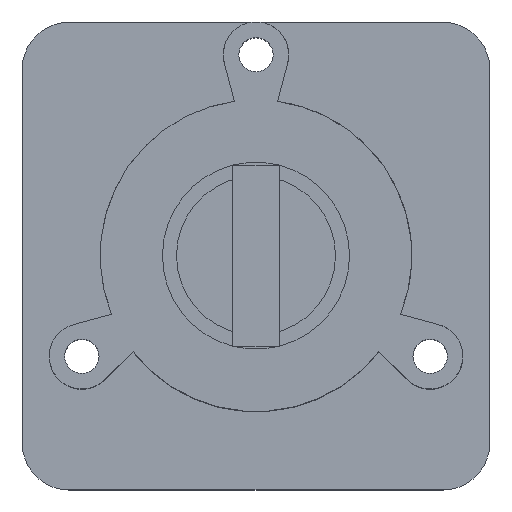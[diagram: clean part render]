
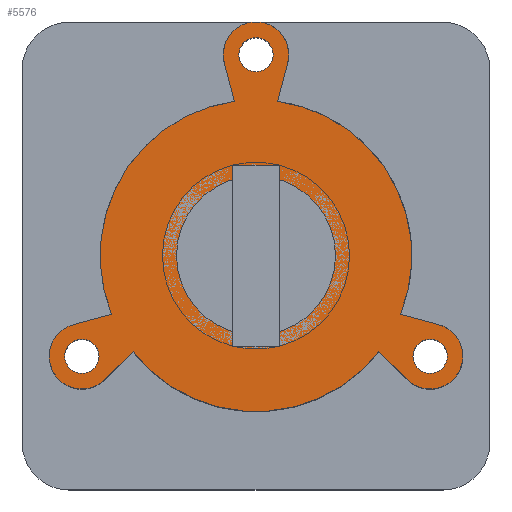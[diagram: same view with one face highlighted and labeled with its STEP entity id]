
A CAD part, top view. The second image highlights one B-rep face of the part: STEP entity #5576.
In plain terms, the highlighted planar face has unit normal (0, 0, 1).
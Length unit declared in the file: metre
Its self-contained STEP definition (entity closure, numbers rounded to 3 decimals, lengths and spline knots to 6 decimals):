
#132=PLANE('',#6081);
#328=CIRCLE('',#6048,0.01);
#330=CIRCLE('',#6052,0.0021);
#333=CIRCLE('',#6057,0.01);
#335=CIRCLE('',#6061,0.0021);
#338=CIRCLE('',#6066,0.01);
#339=CIRCLE('',#6069,0.0011);
#342=CIRCLE('',#6073,0.0021);
#344=CIRCLE('',#6076,0.0011);
#346=CIRCLE('',#6079,0.0011);
#348=CIRCLE('',#6082,0.0051);
#802=ORIENTED_EDGE('',*,*,#2382,.T.);
#803=ORIENTED_EDGE('',*,*,#2378,.F.);
#804=ORIENTED_EDGE('',*,*,#2339,.T.);
#805=ORIENTED_EDGE('',*,*,#2343,.T.);
#806=ORIENTED_EDGE('',*,*,#2346,.T.);
#807=ORIENTED_EDGE('',*,*,#2349,.T.);
#808=ORIENTED_EDGE('',*,*,#2353,.T.);
#809=ORIENTED_EDGE('',*,*,#2356,.T.);
#810=ORIENTED_EDGE('',*,*,#2359,.T.);
#811=ORIENTED_EDGE('',*,*,#2362,.T.);
#812=ORIENTED_EDGE('',*,*,#2366,.T.);
#813=ORIENTED_EDGE('',*,*,#2369,.T.);
#814=ORIENTED_EDGE('',*,*,#2372,.T.);
#815=ORIENTED_EDGE('',*,*,#2376,.T.);
#816=ORIENTED_EDGE('',*,*,#2373,.F.);
#817=ORIENTED_EDGE('',*,*,#2380,.F.);
#2339=EDGE_CURVE('',#3141,#3140,#3704,.T.);
#2343=EDGE_CURVE('',#3140,#3143,#328,.T.);
#2346=EDGE_CURVE('',#3143,#3145,#3709,.T.);
#2349=EDGE_CURVE('',#3145,#3147,#330,.T.);
#2353=EDGE_CURVE('',#3147,#3150,#3713,.T.);
#2356=EDGE_CURVE('',#3150,#3152,#333,.T.);
#2359=EDGE_CURVE('',#3152,#3154,#3717,.T.);
#2362=EDGE_CURVE('',#3154,#3156,#335,.T.);
#2366=EDGE_CURVE('',#3156,#3159,#3721,.T.);
#2369=EDGE_CURVE('',#3159,#3161,#338,.T.);
#2372=EDGE_CURVE('',#3161,#3163,#3725,.T.);
#2373=EDGE_CURVE('',#3164,#3164,#339,.T.);
#2376=EDGE_CURVE('',#3163,#3141,#342,.T.);
#2378=EDGE_CURVE('',#3167,#3167,#344,.T.);
#2380=EDGE_CURVE('',#3169,#3169,#346,.T.);
#2382=EDGE_CURVE('',#3171,#3171,#348,.F.);
#3140=VERTEX_POINT('',#8671);
#3141=VERTEX_POINT('',#8673);
#3143=VERTEX_POINT('',#8679);
#3145=VERTEX_POINT('',#8685);
#3147=VERTEX_POINT('',#8691);
#3150=VERTEX_POINT('',#8699);
#3152=VERTEX_POINT('',#8705);
#3154=VERTEX_POINT('',#8711);
#3156=VERTEX_POINT('',#8717);
#3159=VERTEX_POINT('',#8725);
#3161=VERTEX_POINT('',#8731);
#3163=VERTEX_POINT('',#8737);
#3164=VERTEX_POINT('',#8741);
#3167=VERTEX_POINT('',#8751);
#3169=VERTEX_POINT('',#8756);
#3171=VERTEX_POINT('',#8761);
#3704=LINE('',#8672,#4038);
#3709=LINE('',#8686,#4043);
#3713=LINE('',#8700,#4047);
#3717=LINE('',#8712,#4051);
#3721=LINE('',#8726,#4055);
#3725=LINE('',#8738,#4059);
#4038=VECTOR('',#6839,1.);
#4043=VECTOR('',#6852,1.);
#4047=VECTOR('',#6866,1.);
#4051=VECTOR('',#6878,1.);
#4055=VECTOR('',#6892,1.);
#4059=VECTOR('',#6904,1.);
#4401=EDGE_LOOP('',(#802));
#4402=EDGE_LOOP('',(#803));
#4403=EDGE_LOOP('',(#804,#805,#806,#807,#808,#809,#810,#811,#812,#813,#814,
#815));
#4404=EDGE_LOOP('',(#816));
#4405=EDGE_LOOP('',(#817));
#4918=FACE_BOUND('',#4401,.T.);
#4919=FACE_BOUND('',#4402,.T.);
#4920=FACE_BOUND('',#4403,.T.);
#4921=FACE_BOUND('',#4404,.T.);
#4922=FACE_BOUND('',#4405,.T.);
#5576=ADVANCED_FACE('',(#4918,#4919,#4920,#4921,#4922),#132,.T.);
#6048=AXIS2_PLACEMENT_3D('',#8680,#6846,#6847);
#6052=AXIS2_PLACEMENT_3D('',#8692,#6858,#6859);
#6057=AXIS2_PLACEMENT_3D('',#8706,#6872,#6873);
#6061=AXIS2_PLACEMENT_3D('',#8718,#6884,#6885);
#6066=AXIS2_PLACEMENT_3D('',#8732,#6898,#6899);
#6069=AXIS2_PLACEMENT_3D('',#8740,#6907,#6908);
#6073=AXIS2_PLACEMENT_3D('',#8746,#6915,#6916);
#6076=AXIS2_PLACEMENT_3D('',#8750,#6921,#6922);
#6079=AXIS2_PLACEMENT_3D('',#8755,#6927,#6928);
#6081=AXIS2_PLACEMENT_3D('',#8759,#6931,#6932);
#6082=AXIS2_PLACEMENT_3D('',#8760,#6933,#6934);
#6839=DIRECTION('',(-0.965,0.262,0.));
#6846=DIRECTION('',(0.,0.,1.));
#6847=DIRECTION('',(1.,0.,0.));
#6852=DIRECTION('',(0.256,0.967,0.));
#6858=DIRECTION('',(0.,0.,1.));
#6859=DIRECTION('',(1.,0.,0.));
#6866=DIRECTION('',(0.256,-0.967,0.));
#6872=DIRECTION('',(0.,0.,1.));
#6873=DIRECTION('',(1.,0.,0.));
#6878=DIRECTION('',(-0.965,-0.262,0.));
#6884=DIRECTION('',(0.,0.,1.));
#6885=DIRECTION('',(1.,0.,0.));
#6892=DIRECTION('',(0.709,0.705,0.));
#6898=DIRECTION('',(0.,0.,1.));
#6899=DIRECTION('',(1.,0.,0.));
#6904=DIRECTION('',(0.709,-0.705,0.));
#6907=DIRECTION('',(0.,0.,1.));
#6908=DIRECTION('',(1.,0.,0.));
#6915=DIRECTION('',(0.,0.,1.));
#6916=DIRECTION('',(1.,0.,0.));
#6921=DIRECTION('',(0.,0.,1.));
#6922=DIRECTION('',(1.,0.,0.));
#6927=DIRECTION('',(0.,0.,1.));
#6928=DIRECTION('',(1.,0.,0.));
#6931=DIRECTION('',(0.,0.,1.));
#6932=DIRECTION('',(1.,0.,0.));
#6933=DIRECTION('',(0.,0.,1.));
#6934=DIRECTION('',(1.,0.,0.));
#8671=CARTESIAN_POINT('',(0.009267,-0.003757,0.0191));
#8672=CARTESIAN_POINT('',(0.010494,-0.00409,0.0191));
#8673=CARTESIAN_POINT('',(0.011721,-0.004423,0.0191));
#8679=CARTESIAN_POINT('',(0.00138,0.009904,0.0191));
#8680=CARTESIAN_POINT('',(0.,0.,0.0191));
#8685=CARTESIAN_POINT('',(0.00203,0.012363,0.0191));
#8686=CARTESIAN_POINT('',(0.001705,0.011134,0.0191));
#8691=CARTESIAN_POINT('',(-0.00203,0.012363,0.0191));
#8692=CARTESIAN_POINT('',(0.,0.0129,0.0191));
#8699=CARTESIAN_POINT('',(-0.00138,0.009904,0.0191));
#8700=CARTESIAN_POINT('',(-0.001705,0.011134,0.0191));
#8705=CARTESIAN_POINT('',(-0.009267,-0.003757,0.0191));
#8706=CARTESIAN_POINT('',(0.,0.,0.0191));
#8711=CARTESIAN_POINT('',(-0.011721,-0.004423,0.0191));
#8712=CARTESIAN_POINT('',(-0.010494,-0.00409,0.0191));
#8717=CARTESIAN_POINT('',(-0.009691,-0.007939,0.0191));
#8718=CARTESIAN_POINT('',(-0.011172,-0.00645,0.0191));
#8725=CARTESIAN_POINT('',(-0.007888,-0.006147,0.0191));
#8726=CARTESIAN_POINT('',(-0.00879,-0.007043,0.0191));
#8731=CARTESIAN_POINT('',(0.007888,-0.006147,0.0191));
#8732=CARTESIAN_POINT('',(0.,0.,0.0191));
#8737=CARTESIAN_POINT('',(0.009691,-0.007939,0.0191));
#8738=CARTESIAN_POINT('',(0.00879,-0.007043,0.0191));
#8740=CARTESIAN_POINT('',(0.,0.0129,0.0191));
#8741=CARTESIAN_POINT('',(0.0011,0.0129,0.0191));
#8746=CARTESIAN_POINT('',(0.011172,-0.00645,0.0191));
#8750=CARTESIAN_POINT('',(0.011172,-0.00645,0.0191));
#8751=CARTESIAN_POINT('',(0.012272,-0.00645,0.0191));
#8755=CARTESIAN_POINT('',(-0.011172,-0.00645,0.0191));
#8756=CARTESIAN_POINT('',(-0.010072,-0.00645,0.0191));
#8759=CARTESIAN_POINT('',(0.,0.0025,0.0191));
#8760=CARTESIAN_POINT('',(0.,0.,0.0191));
#8761=CARTESIAN_POINT('',(0.0051,0.,0.0191));
